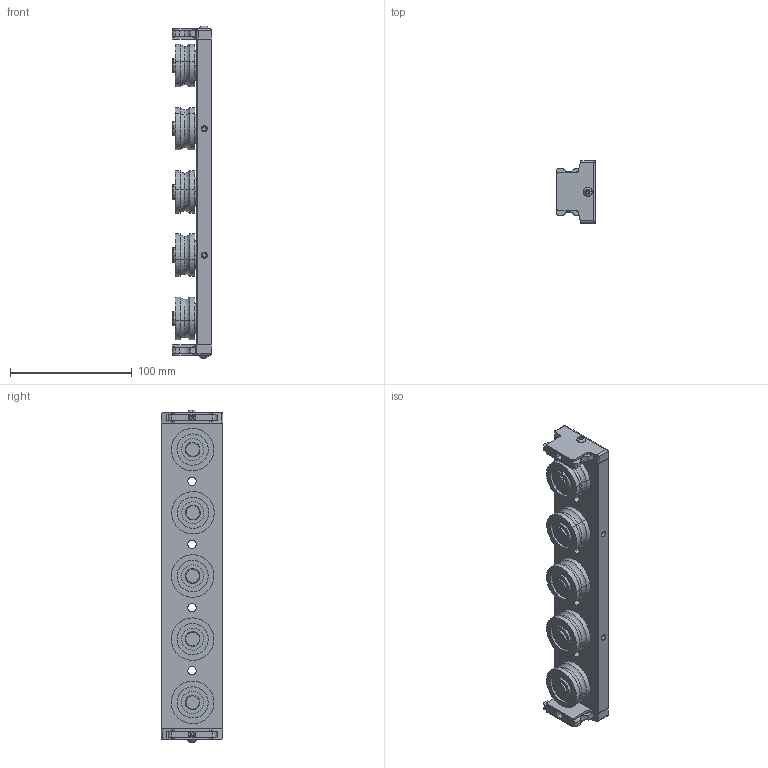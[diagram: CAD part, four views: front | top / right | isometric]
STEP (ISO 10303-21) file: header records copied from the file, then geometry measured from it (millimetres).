
FILE_DESCRIPTION (( 'STEP AP203' ), '1' );
FILE_NAME ('CRT_3F65FCAF0A.step', '2020-01-03T21:02:55', ( '' ), ( '' ), 'SwSTEP 2.0', 'SolidWorks 2019', '' );
FILE_SCHEMA (( 'CONFIG_CONTROL_DESIGN' ));
Length unit declared in the file: inch
Products named in the file (3): CaIzC11EfP_CADModel_0; CRT_3F65FCAF0A
Assembly tree (1 placements, depth 2):
  CaIzC11EfP_CADModel_0
  CRT_3F65FCAF0A
    CaIzC11EfP_CADModel_0
Bounding box: 32.33 x 50.8 x 273.11 mm (x, y, z)
Volume: 235178.5 mm3; surface area: 93069.6 mm2
Topology: 30 solids, 30 shells, 776 faces, 1787 edges, 1120 vertices
Faces by surface type: plane 337, cylinder 282, cone 84, torus 50, bspline 19, sphere 4
Entity records: 28345 total; most frequent: CARTESIAN_POINT 10005, DIRECTION 3973, ORIENTED_EDGE 3558, EDGE_CURVE 1779, AXIS2_PLACEMENT_3D 1492, VERTEX_POINT 1120, LINE 989, VECTOR 989
